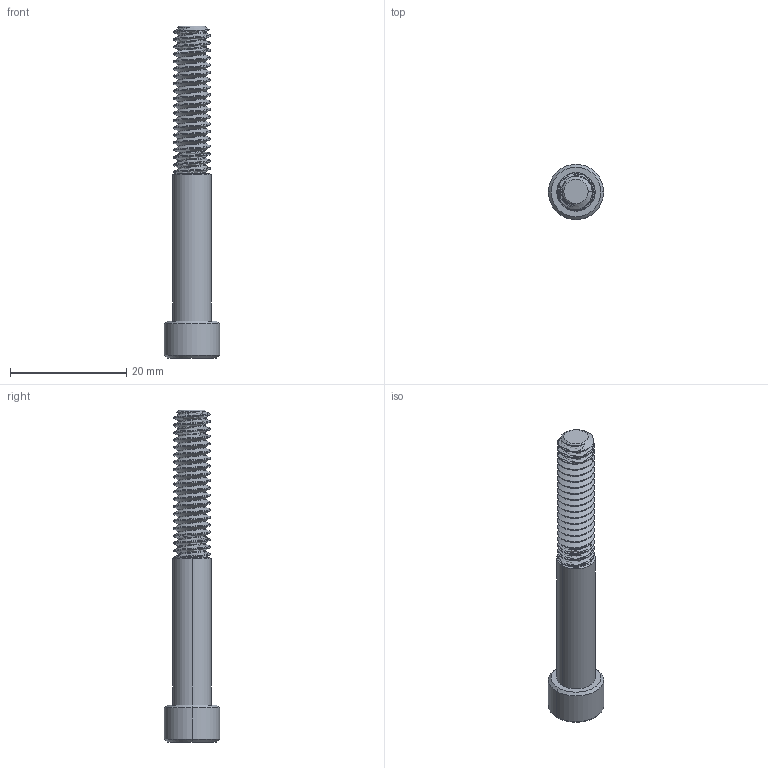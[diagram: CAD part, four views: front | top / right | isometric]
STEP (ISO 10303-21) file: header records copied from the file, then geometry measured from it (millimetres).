
FILE_DESCRIPTION (( 'STEP AP203' ), '1' );
FILE_NAME ('90128A253.step', '2014-01-24T17:34:40', ( '' ), ( '' ), 'SwSTEP 2.0', 'SolidWorks 2013', '' );
FILE_SCHEMA (( 'CONFIG_CONTROL_DESIGN' ));
Length unit declared in the file: inch
Products named in the file (1): 90128A253
Bounding box: 9.53 x 9.53 x 57.15 mm (x, y, z)
Volume: 1857.5 mm3; surface area: 1657.6 mm2
Topology: 1 solids, 1 shells, 113 faces, 309 edges, 200 vertices
Faces by surface type: cylinder 85, cone 15, plane 11, bspline 2
Entity records: 6559 total; most frequent: CARTESIAN_POINT 4120, ORIENTED_EDGE 618, DIRECTION 384, EDGE_CURVE 309, VERTEX_POINT 200, AXIS2_PLACEMENT_3D 140, EDGE_LOOP 115, FACE_OUTER_BOUND 113
